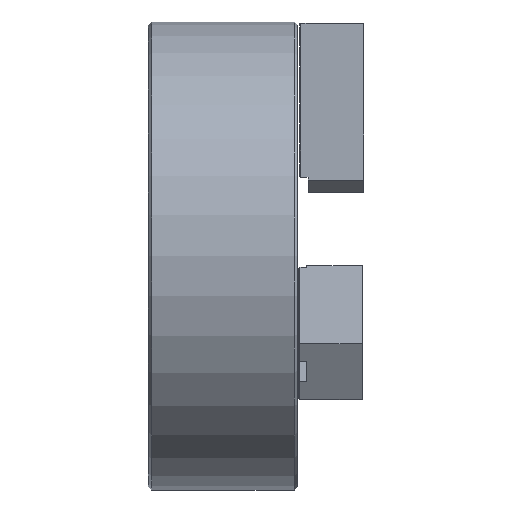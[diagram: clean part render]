
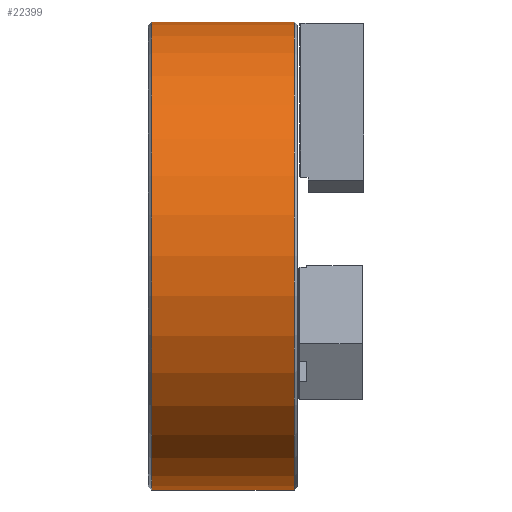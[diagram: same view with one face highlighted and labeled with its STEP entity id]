
A CAD part, top view. The second image highlights one B-rep face of the part: STEP entity #22399.
In plain terms, the highlighted cylindrical face has radius 228 mm (diameter 456 mm), a partial arc.
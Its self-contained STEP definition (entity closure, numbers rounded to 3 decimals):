
#21381 = FACE_OUTER_BOUND ( 'NONE', #22392, .T. ) ;
#22364 = EDGE_CURVE ( 'NONE', #22372, #22420, #22987, .T. ) ;
#22372 = VERTEX_POINT ( 'NONE', #23021 ) ;
#22381 = EDGE_CURVE ( 'NONE', #22436, #22372, #23065, .T. ) ;
#22392 = EDGE_LOOP ( 'NONE', ( #22434, #22400, #22410, #22447 ) ) ;
#22399 = ADVANCED_FACE ( 'NONE', ( #21381 ), #23100, .T. ) ;
#22400 = ORIENTED_EDGE ( 'NONE', *, *, #22364, .T. ) ;
#22410 = ORIENTED_EDGE ( 'NONE', *, *, #22459, .F. ) ;
#22420 = VERTEX_POINT ( 'NONE', #23092 ) ;
#22434 = ORIENTED_EDGE ( 'NONE', *, *, #22381, .T. ) ;
#22436 = VERTEX_POINT ( 'NONE', #23132 ) ;
#22447 = ORIENTED_EDGE ( 'NONE', *, *, #22457, .F. ) ;
#22451 = VERTEX_POINT ( 'NONE', #23126 ) ;
#22457 = EDGE_CURVE ( 'NONE', #22436, #22451, #23200, .T. ) ;
#22459 = EDGE_CURVE ( 'NONE', #22451, #22420, #23201, .T. ) ;
#22978 = DIRECTION ( 'NONE',  ( 1., 0., 0. ) ) ;
#22979 = VECTOR ( 'NONE', #22978, 1000. ) ;
#22986 = CARTESIAN_POINT ( 'NONE',  ( 0., -228., 0. ) ) ;
#22987 = LINE ( 'NONE', #22986, #22979 ) ;
#22994 = AXIS2_PLACEMENT_3D ( 'NONE', #23064, #23063, #23061 ) ;
#23021 = CARTESIAN_POINT ( 'NONE',  ( -142., -228., 0. ) ) ;
#23061 = DIRECTION ( 'NONE',  ( 0., 1., 0. ) ) ;
#23063 = DIRECTION ( 'NONE',  ( 1., 0., 0. ) ) ;
#23064 = CARTESIAN_POINT ( 'NONE',  ( -142., 0., 0. ) ) ;
#23065 = CIRCLE ( 'NONE', #22994, 228. ) ;
#23092 = CARTESIAN_POINT ( 'NONE',  ( -3., -228., 0. ) ) ;
#23096 = DIRECTION ( 'NONE',  ( 0., 1., 0. ) ) ;
#23097 = DIRECTION ( 'NONE',  ( 1., 0., 0. ) ) ;
#23098 = CARTESIAN_POINT ( 'NONE',  ( 0., 0., 0. ) ) ;
#23099 = AXIS2_PLACEMENT_3D ( 'NONE', #23098, #23097, #23096 ) ;
#23100 = CYLINDRICAL_SURFACE ( 'NONE', #23099, 228. ) ;
#23126 = CARTESIAN_POINT ( 'NONE',  ( -3., 228., 0. ) ) ;
#23132 = CARTESIAN_POINT ( 'NONE',  ( -142., 228., 0. ) ) ;
#23160 = AXIS2_PLACEMENT_3D ( 'NONE', #23192, #23191, #23190 ) ;
#23190 = DIRECTION ( 'NONE',  ( 0., 1., 0. ) ) ;
#23191 = DIRECTION ( 'NONE',  ( 1., 0., 0. ) ) ;
#23192 = CARTESIAN_POINT ( 'NONE',  ( -3., 0., 0. ) ) ;
#23196 = DIRECTION ( 'NONE',  ( 1., 0., 0. ) ) ;
#23197 = VECTOR ( 'NONE', #23196, 1000. ) ;
#23198 = CARTESIAN_POINT ( 'NONE',  ( 0., 228., 0. ) ) ;
#23200 = LINE ( 'NONE', #23198, #23197 ) ;
#23201 = CIRCLE ( 'NONE', #23160, 228. ) ;
